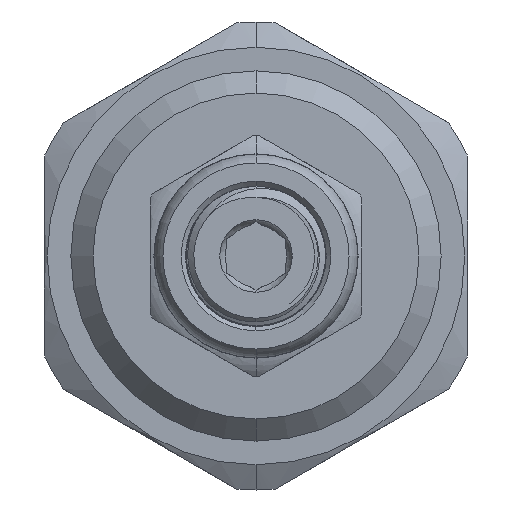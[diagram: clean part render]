
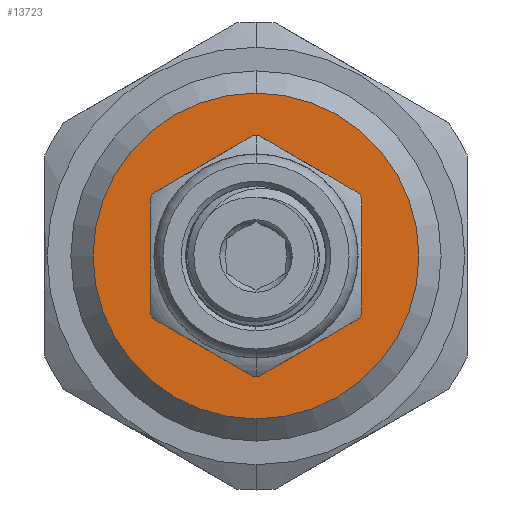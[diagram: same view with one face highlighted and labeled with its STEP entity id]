
A CAD part, left-side view. The second image highlights one B-rep face of the part: STEP entity #13723.
In plain terms, the highlighted planar face has unit normal (-1, 0, 0).
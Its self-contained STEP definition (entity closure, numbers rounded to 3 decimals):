
#238 = VERTEX_POINT ( 'NONE', #10708 ) ;
#426 = CARTESIAN_POINT ( 'NONE',  ( 0., 0., 0. ) ) ;
#459 = AXIS2_PLACEMENT_3D ( 'NONE', #9574, #7058, #7205 ) ;
#1556 = EDGE_CURVE ( 'NONE', #15000, #1911, #3629, .T. ) ;
#1878 = DIRECTION ( 'NONE',  ( 0., 0., 1. ) ) ;
#1911 = VERTEX_POINT ( 'NONE', #7064 ) ;
#2114 = CARTESIAN_POINT ( 'NONE',  ( 0., 0., 0. ) ) ;
#2969 = ORIENTED_EDGE ( 'NONE', *, *, #9808, .T. ) ;
#3356 = EDGE_CURVE ( 'NONE', #1911, #15000, #10699, .T. ) ;
#3365 = PLANE ( 'NONE',  #8868 ) ;
#3565 = CIRCLE ( 'NONE', #5575, 6.875 ) ;
#3629 = CIRCLE ( 'NONE', #10352, 11. ) ;
#4157 = EDGE_LOOP ( 'NONE', ( #12894, #9220 ) ) ;
#4466 = DIRECTION ( 'NONE',  ( 0., 0., 1. ) ) ;
#5575 = AXIS2_PLACEMENT_3D ( 'NONE', #6342, #8748, #7456 ) ;
#6342 = CARTESIAN_POINT ( 'NONE',  ( 0., 0., 0. ) ) ;
#7058 = DIRECTION ( 'NONE',  ( 1., 0., 0. ) ) ;
#7064 = CARTESIAN_POINT ( 'NONE',  ( 0., 0., 11. ) ) ;
#7205 = DIRECTION ( 'NONE',  ( 0., 0., 1. ) ) ;
#7302 = CARTESIAN_POINT ( 'NONE',  ( 0., 0., 0. ) ) ;
#7337 = CARTESIAN_POINT ( 'NONE',  ( 0., 0., -11. ) ) ;
#7456 = DIRECTION ( 'NONE',  ( 0., 0., 1. ) ) ;
#7664 = AXIS2_PLACEMENT_3D ( 'NONE', #7302, #12549, #1878 ) ;
#8748 = DIRECTION ( 'NONE',  ( 1., 0., 0. ) ) ;
#8868 = AXIS2_PLACEMENT_3D ( 'NONE', #2114, #11588, #4466 ) ;
#9220 = ORIENTED_EDGE ( 'NONE', *, *, #3356, .T. ) ;
#9574 = CARTESIAN_POINT ( 'NONE',  ( 0., 0., 0. ) ) ;
#9808 = EDGE_CURVE ( 'NONE', #14924, #238, #14403, .T. ) ;
#9837 = ORIENTED_EDGE ( 'NONE', *, *, #14335, .T. ) ;
#10352 = AXIS2_PLACEMENT_3D ( 'NONE', #426, #10986, #12298 ) ;
#10699 = CIRCLE ( 'NONE', #7664, 11. ) ;
#10708 = CARTESIAN_POINT ( 'NONE',  ( 0., 0., -6.875 ) ) ;
#10986 = DIRECTION ( 'NONE',  ( -1., 0., 0. ) ) ;
#11287 = FACE_OUTER_BOUND ( 'NONE', #4157, .T. ) ;
#11588 = DIRECTION ( 'NONE',  ( -1., 0., 0. ) ) ;
#12298 = DIRECTION ( 'NONE',  ( 0., 0., 1. ) ) ;
#12549 = DIRECTION ( 'NONE',  ( -1., 0., 0. ) ) ;
#12796 = FACE_BOUND ( 'NONE', #13384, .T. ) ;
#12894 = ORIENTED_EDGE ( 'NONE', *, *, #1556, .T. ) ;
#13384 = EDGE_LOOP ( 'NONE', ( #9837, #2969 ) ) ;
#13723 = ADVANCED_FACE ( 'NONE', ( #12796, #11287 ), #3365, .T. ) ;
#14207 = CARTESIAN_POINT ( 'NONE',  ( 0., 0., 6.875 ) ) ;
#14335 = EDGE_CURVE ( 'NONE', #238, #14924, #3565, .T. ) ;
#14403 = CIRCLE ( 'NONE', #459, 6.875 ) ;
#14924 = VERTEX_POINT ( 'NONE', #14207 ) ;
#15000 = VERTEX_POINT ( 'NONE', #7337 ) ;
